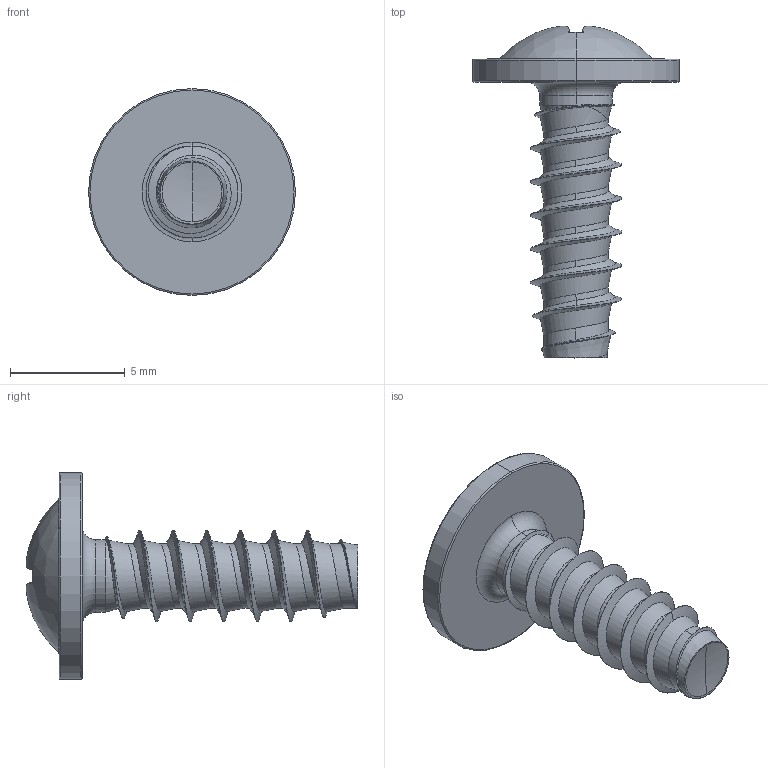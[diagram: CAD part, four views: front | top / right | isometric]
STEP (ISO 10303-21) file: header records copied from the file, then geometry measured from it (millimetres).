
FILE_DESCRIPTION (( 'STEP AP203' ), '1' );
FILE_NAME ('STP310400120.STEP', '2017-08-15T13:16:53', ( '' ), ( '' ), 'SwSTEP 2.0', 'SolidWorks 2015', '' );
FILE_SCHEMA (( 'CONFIG_CONTROL_DESIGN' ));
Length unit declared in the file: millimetre
Products named in the file (1): STP310400120
Bounding box: 9 x 14.44 x 9 mm (x, y, z)
Volume: 173.9 mm3; surface area: 339.2 mm2
Topology: 1 solids, 1 shells, 180 faces, 407 edges, 230 vertices
Faces by surface type: bspline 51, cylinder 40, torus 30, sphere 28, plane 23, cone 8
Entity records: 17552 total; most frequent: CARTESIAN_POINT 13835, ORIENTED_EDGE 810, DIRECTION 720, EDGE_CURVE 405, AXIS2_PLACEMENT_3D 324, VERTEX_POINT 230, CIRCLE 194, EDGE_LOOP 183
